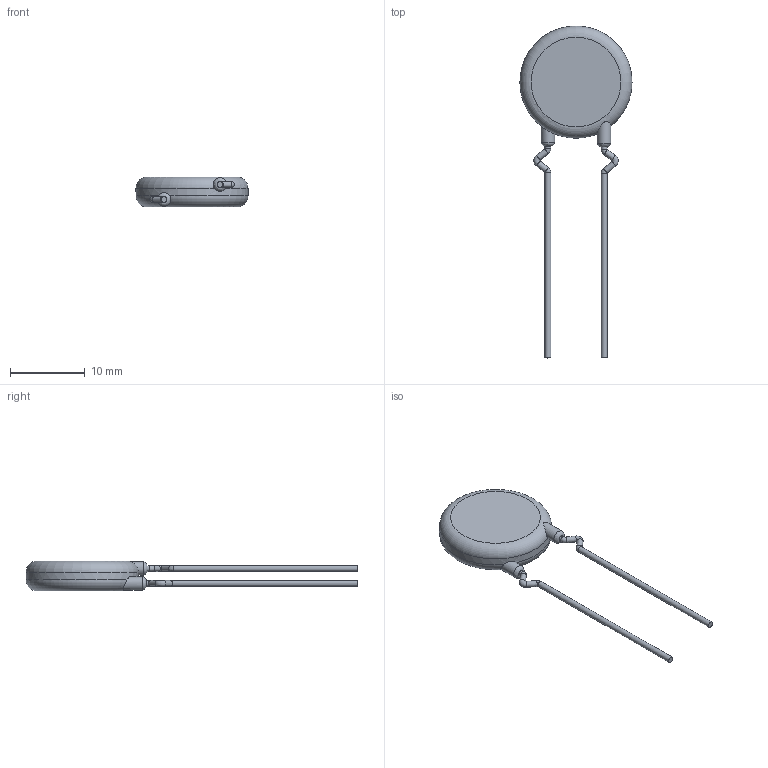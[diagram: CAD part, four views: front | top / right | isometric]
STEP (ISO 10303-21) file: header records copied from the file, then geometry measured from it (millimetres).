
FILE_DESCRIPTION(/* description */ (''),/* implementation_level */ '2;1');
FILE_NAME(/* name */ 'MOV14D外弯.stp',/* time_stamp */ '2022-06-08T14:40:51+08:00',/* author */ ('HP'),/* organization */ (''),/* preprocessor_version */ 'ST-DEVELOPER v17',/* originating_system */ 'Autodesk Inventor 2019',/* authorisation */ '');
FILE_SCHEMA (('AUTOMOTIVE_DESIGN { 1 0 10303 214 3 1 1 }'));
Length unit declared in the file: millimetre
Products named in the file (1): MOV14D外弯
Bounding box: 15 x 44.4 x 4 mm (x, y, z)
Volume: 704.5 mm3; surface area: 651.7 mm2
Topology: 1 solids, 1 shells, 26 faces, 69 edges, 45 vertices
Faces by surface type: cylinder 11, torus 8, plane 5, bspline 2
Full cylindrical faces by diameter (mm): 0.8 x8, 1.8 x2, 15 x1
Entity records: 1017 total; most frequent: CARTESIAN_POINT 281, DIRECTION 161, ORIENTED_EDGE 138, AXIS2_PLACEMENT_3D 75, EDGE_CURVE 69, CIRCLE 50, VERTEX_POINT 45, FACE_OUTER_BOUND 26
